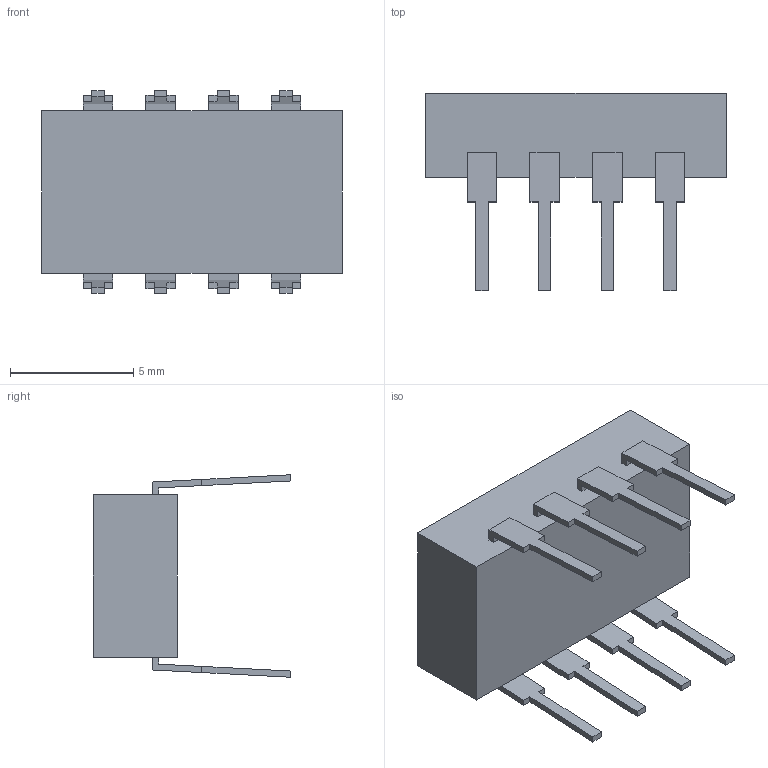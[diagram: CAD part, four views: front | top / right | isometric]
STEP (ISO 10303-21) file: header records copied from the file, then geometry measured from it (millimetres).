
FILE_DESCRIPTION(('STEP AP214'),'1');
FILE_NAME(' ',' ',('TraceParts'),('TraceParts S.A.'),'XStep 1.0',' ',' ');
FILE_SCHEMA(('automotive_design'));
Length unit declared in the file: millimetre
Products named in the file (1): 1
Bounding box: 12.2 x 8 x 8.21 mm (x, y, z)
Volume: 267.8 mm3; surface area: 439.2 mm2
Topology: 1 solids, 1 shells, 134 faces, 348 edges, 232 vertices
Faces by surface type: plane 134
Entity records: 8000 total; most frequent: CARTESIAN_POINT 715, STYLED_ITEM 714, PRESENTATION_STYLE_ASSIGNMENT 714, COLOUR_RGB 714, ORIENTED_EDGE 696, DIRECTION 618, EDGE_CURVE 348, CURVE_STYLE 348
